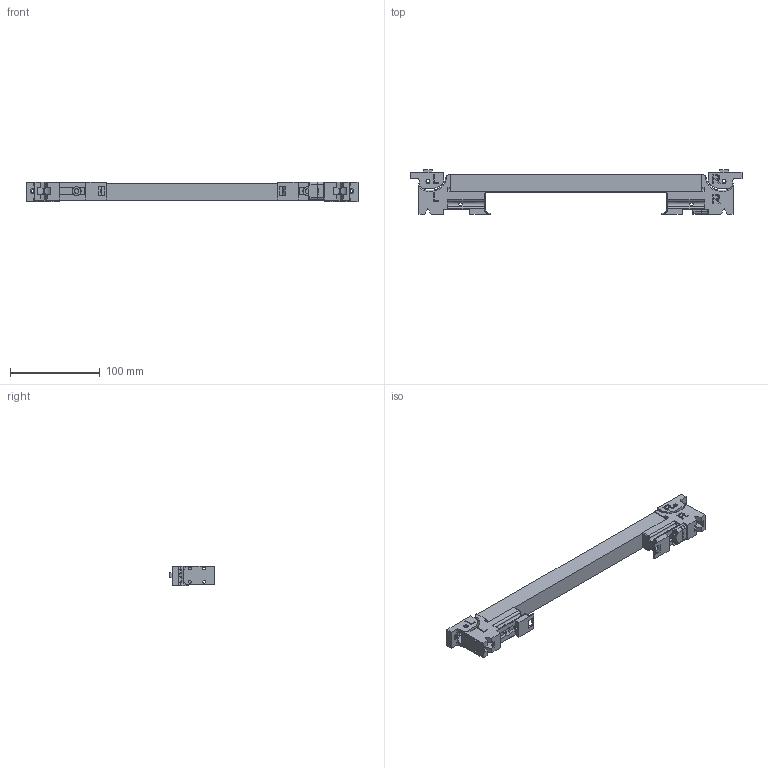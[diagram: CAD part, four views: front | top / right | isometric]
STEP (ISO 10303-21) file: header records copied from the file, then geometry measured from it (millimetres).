
FILE_DESCRIPTION(/* description */ (''),/* implementation_level */ '2;1');
FILE_NAME(/* name */ 'Liftbar on Rails Two Loops.step',/* time_stamp */ '2024-11-09T12:11:40+01:00',/* author */ (''),/* organization */ (''),/* preprocessor_version */ 'ST-DEVELOPER v20',/* originating_system */ 'Autodesk Translation Framework v13.20.0.188',/* authorisation */ '');
FILE_SCHEMA (('AUTOMOTIVE_DESIGN { 1 0 10303 214 3 1 1 }'));
Length unit declared in the file: millimetre
Products named in the file (1): Lift Idler Rails TwoLoops
Bounding box: 370 x 50 x 22 mm (x, y, z)
Volume: 184808.1 mm3; surface area: 59311.5 mm2
Topology: 7 solids, 7 shells, 490 faces, 1427 edges, 934 vertices
Faces by surface type: plane 251, cylinder 159, bspline 52, torus 20, cone 8
Full cylindrical faces by diameter (mm): 3.2 x19, 4.234 x6, 4.434 x4, 4.7 x3, 5.12 x4, 5.2 x2, 5.32 x3, 6 x6, 10 x4
Entity records: 20909 total; most frequent: CARTESIAN_POINT 8126, ORIENTED_EDGE 2858, DIRECTION 2393, EDGE_CURVE 1429, VERTEX_POINT 934, LINE 843, VECTOR 843, AXIS2_PLACEMENT_3D 775
